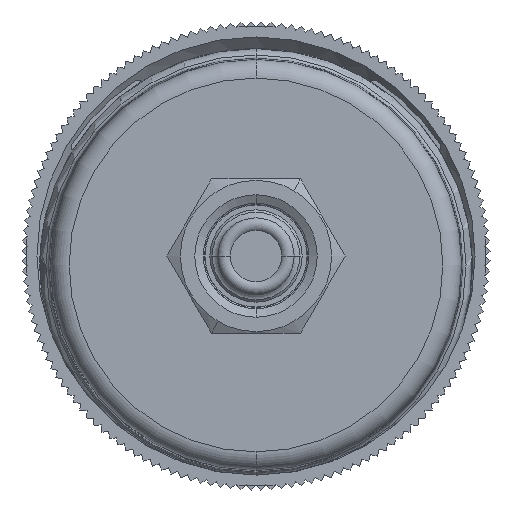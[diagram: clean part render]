
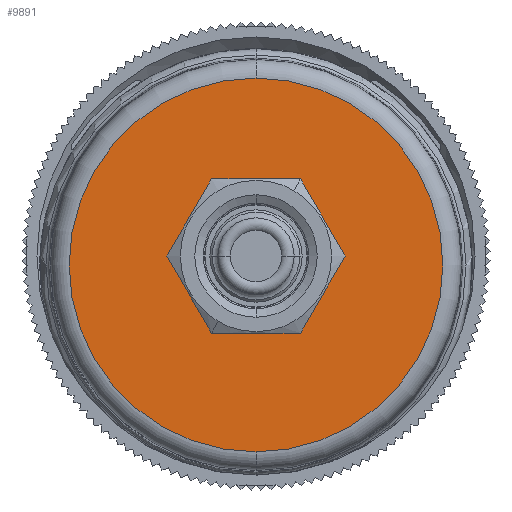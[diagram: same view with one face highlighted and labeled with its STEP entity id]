
A CAD part, front view. The second image highlights one B-rep face of the part: STEP entity #9891.
In plain terms, the highlighted planar face has unit normal (0, -1, 0).
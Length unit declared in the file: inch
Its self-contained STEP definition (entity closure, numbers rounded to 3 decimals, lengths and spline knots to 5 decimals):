
#37=DIRECTION('',(1.,0.,0.));
#38=VECTOR('',#37,0.43913);
#39=CARTESIAN_POINT('',(-0.21957,0.20079,
0.27559));
#40=LINE('',#39,#38);
#68=CARTESIAN_POINT('',(0.,0.20079,-0.04367));
#69=DIRECTION('',(0.,-1.,0.));
#70=DIRECTION('',(0.,0.,-1.));
#71=AXIS2_PLACEMENT_3D('',#68,#69,#70);
#6675=CARTESIAN_POINT('',(0.,0.20079,-0.04367));
#6676=DIRECTION('',(0.,1.,0.));
#6677=DIRECTION('',(0.,0.,-1.));
#6678=AXIS2_PLACEMENT_3D('',#6675,#6676,#6677);
#6685=CARTESIAN_POINT('',(0.,0.20079,0.));
#6686=DIRECTION('',(0.,1.,0.));
#6687=DIRECTION('',(-0.782,0.,0.623));
#6688=AXIS2_PLACEMENT_3D('',#6685,#6686,#6687);
#6695=DIRECTION('',(0.,0.,1.));
#6696=VECTOR('',#6695,0.43913);
#6697=CARTESIAN_POINT('',(-0.27559,0.20079,
-0.21957));
#6698=LINE('',#6697,#6696);
#6731=CARTESIAN_POINT('',(0.,0.20079,0.));
#6732=DIRECTION('',(0.,1.,0.));
#6733=DIRECTION('',(-0.623,0.,-0.782));
#6734=AXIS2_PLACEMENT_3D('',#6731,#6732,#6733);
#6736=DIRECTION('',(-1.,0.,0.));
#6737=VECTOR('',#6736,0.43913);
#6738=CARTESIAN_POINT('',(0.21957,0.20079,
-0.27559));
#6739=LINE('',#6738,#6737);
#6767=DIRECTION('',(0.,0.,-1.));
#6768=VECTOR('',#6767,0.43913);
#6769=CARTESIAN_POINT('',(0.27559,0.20079,
0.21957));
#6770=LINE('',#6769,#6768);
#6793=CARTESIAN_POINT('',(0.,0.20079,0.));
#6794=DIRECTION('',(0.,1.,0.));
#6795=DIRECTION('',(0.782,0.,-0.623));
#6796=AXIS2_PLACEMENT_3D('',#6793,#6794,#6795);
#6808=CARTESIAN_POINT('',(0.,0.20079,0.));
#6809=DIRECTION('',(0.,1.,0.));
#6810=DIRECTION('',(0.623,0.,0.782));
#6811=AXIS2_PLACEMENT_3D('',#6808,#6809,#6810);
#7735=CARTESIAN_POINT('',(0.,0.20079,-0.95218));
#7736=CARTESIAN_POINT('',(0.,0.20079,0.86484));
#7737=VERTEX_POINT('',#7735);
#7738=VERTEX_POINT('',#7736);
#7759=CARTESIAN_POINT('',(-0.21957,0.20079,
0.27559));
#7760=CARTESIAN_POINT('',(0.21957,0.20079,
0.27559));
#7761=VERTEX_POINT('',#7759);
#7762=VERTEX_POINT('',#7760);
#7763=CARTESIAN_POINT('',(0.27559,0.20079,
0.21957));
#7764=CARTESIAN_POINT('',(0.27559,0.20079,
-0.21957));
#7765=VERTEX_POINT('',#7763);
#7766=VERTEX_POINT('',#7764);
#7767=CARTESIAN_POINT('',(0.21957,0.20079,
-0.27559));
#7768=CARTESIAN_POINT('',(-0.21957,0.20079,
-0.27559));
#7769=VERTEX_POINT('',#7767);
#7770=VERTEX_POINT('',#7768);
#7771=CARTESIAN_POINT('',(-0.27559,0.20079,
-0.21957));
#7772=CARTESIAN_POINT('',(-0.27559,0.20079,
0.21957));
#7773=VERTEX_POINT('',#7771);
#7774=VERTEX_POINT('',#7772);
#9863=CARTESIAN_POINT('',(0.,0.20079,-0.04367));
#9864=DIRECTION('',(0.,-1.,0.));
#9865=DIRECTION('',(0.,0.,1.));
#9866=AXIS2_PLACEMENT_3D('',#9863,#9864,#9865);
#9867=PLANE('',#9866);
#9869=ORIENTED_EDGE('',*,*,#9868,.F.);
#9871=ORIENTED_EDGE('',*,*,#9870,.T.);
#9872=EDGE_LOOP('',(#9869,#9871));
#9873=FACE_OUTER_BOUND('',#9872,.F.);
#9874=ORIENTED_EDGE('',*,*,#9849,.F.);
#9876=ORIENTED_EDGE('',*,*,#9875,.F.);
#9878=ORIENTED_EDGE('',*,*,#9877,.F.);
#9880=ORIENTED_EDGE('',*,*,#9879,.F.);
#9882=ORIENTED_EDGE('',*,*,#9881,.F.);
#9884=ORIENTED_EDGE('',*,*,#9883,.F.);
#9886=ORIENTED_EDGE('',*,*,#9885,.F.);
#9888=ORIENTED_EDGE('',*,*,#9887,.F.);
#9889=EDGE_LOOP('',(#9874,#9876,#9878,#9880,#9882,#9884,#9886,#9888));
#9890=FACE_BOUND('',#9889,.F.);
#9891=ADVANCED_FACE('',(#9873,#9890),#9867,.T.);
#72=CIRCLE('',#71,0.90851);
#6679=CIRCLE('',#6678,0.90851);
#6689=CIRCLE('',#6688,0.35236);
#6735=CIRCLE('',#6734,0.35236);
#6797=CIRCLE('',#6796,0.35236);
#6812=CIRCLE('',#6811,0.35236);
#9849=EDGE_CURVE('',#7761,#7762,#40,.T.);
#9868=EDGE_CURVE('',#7737,#7738,#72,.T.);
#9870=EDGE_CURVE('',#7737,#7738,#6679,.T.);
#9875=EDGE_CURVE('',#7774,#7761,#6689,.T.);
#9877=EDGE_CURVE('',#7773,#7774,#6698,.T.);
#9879=EDGE_CURVE('',#7770,#7773,#6735,.T.);
#9881=EDGE_CURVE('',#7769,#7770,#6739,.T.);
#9883=EDGE_CURVE('',#7766,#7769,#6797,.T.);
#9885=EDGE_CURVE('',#7765,#7766,#6770,.T.);
#9887=EDGE_CURVE('',#7762,#7765,#6812,.T.);
